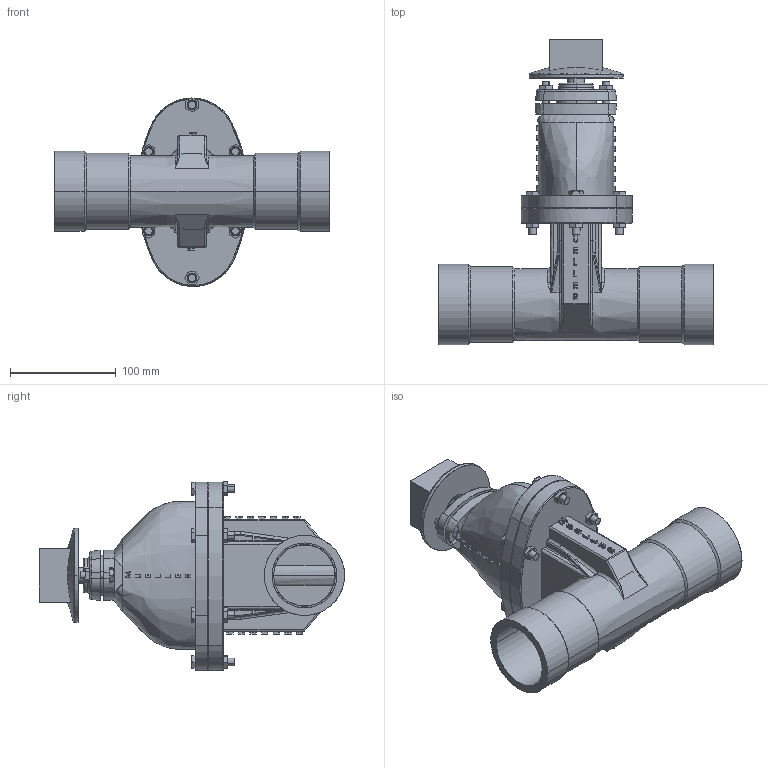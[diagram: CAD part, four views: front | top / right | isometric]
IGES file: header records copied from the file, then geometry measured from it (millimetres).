
Start section: SolidWorks IGES file using analytic representation for surfaces
Global section: file name: A-2360-37_02_N.IGS; native system: SolidWorks 2013; preprocessor: SolidWorks 2013; author: CAD M1; date: 140220.172833; units: millimetre
Bounding box: 260.35 x 288.96 x 178.94 mm (x, y, z)
Surface area: 321672.6 mm2 (no closed solid volume)
Topology: 0 solids, 0 shells, 1079 faces, 17141 edges, 17129 vertices
Faces by surface type: bspline 766, revolution 313
